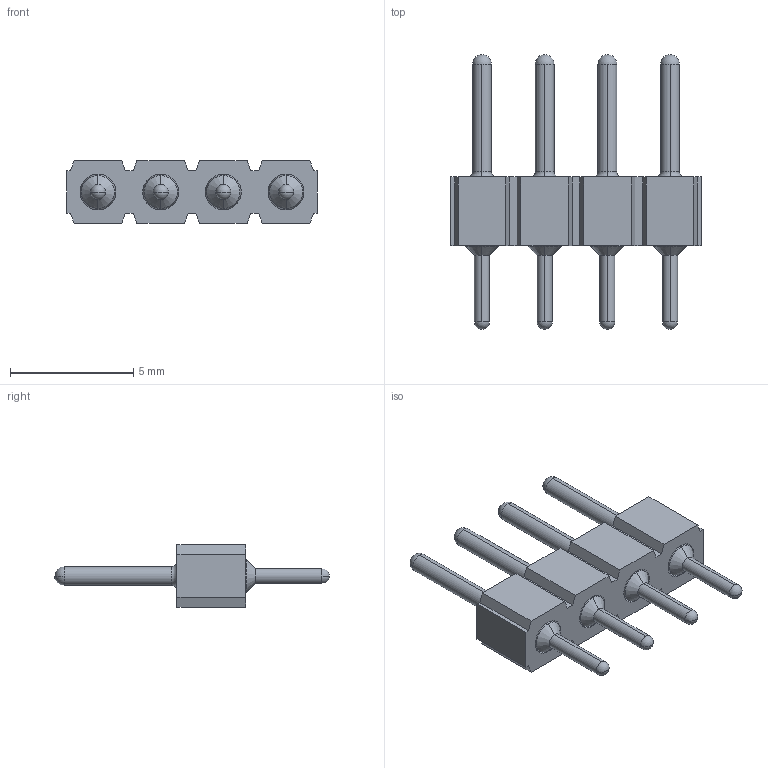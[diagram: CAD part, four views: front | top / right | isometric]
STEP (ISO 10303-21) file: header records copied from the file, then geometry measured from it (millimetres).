
FILE_DESCRIPTION (( 'STEP AP214' ), '1' );
FILE_NAME ('mill-max-800-10-004-10-001000.STEP', '2019-02-18T19:52:02', ( '' ), ( '' ), 'SwSTEP 2.0', 'SolidWorks 2019', '' );
FILE_SCHEMA (( 'AUTOMOTIVE_DESIGN' ));
Length unit declared in the file: inch
Products named in the file (3): mill-max-800-10-004-10-001000_P3XX-11-010-00-000000_P304-11-010-00-000000; mill-max-800-10-004-10-001000; mill-max-800-10-004-10-001000_7007_7007-0-00-15-00-00-03-0
Assembly tree (5 placements, depth 2):
  mill-max-800-10-004-10-001000
    mill-max-800-10-004-10-001000_P3XX-11-010-00-000000_P304-11-010-00-000000
    mill-max-800-10-004-10-001000_7007_7007-0-00-15-00-00-03-0  x4
Bounding box: 10.16 x 11.13 x 2.54 mm (x, y, z)
Volume: 79.2 mm3; surface area: 313.2 mm2
Topology: 5 solids, 5 shells, 150 faces, 364 edges, 224 vertices
Faces by surface type: cylinder 56, plane 54, cone 16, sphere 16, torus 8
Entity records: 2600 total; most frequent: DIRECTION 448, CARTESIAN_POINT 427, ORIENTED_EDGE 408, EDGE_CURVE 204, AXIS2_PLACEMENT_3D 155, VECTOR 138, LINE 138, VERTEX_POINT 134
